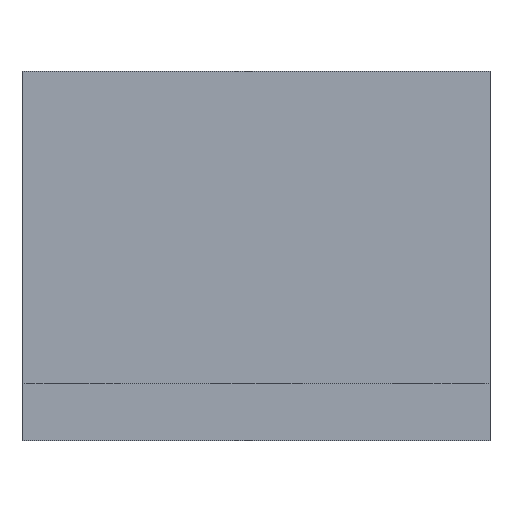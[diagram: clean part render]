
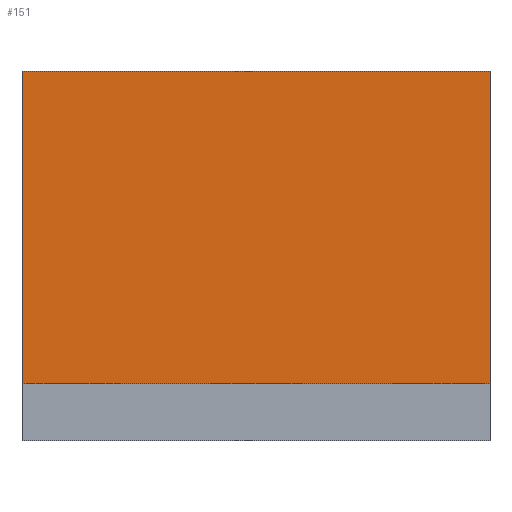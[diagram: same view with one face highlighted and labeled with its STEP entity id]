
A CAD part, front view. The second image highlights one B-rep face of the part: STEP entity #151.
In plain terms, the highlighted planar face has unit normal (0, -1, 0).
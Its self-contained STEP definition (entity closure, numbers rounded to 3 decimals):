
#25 = DIRECTION ( 'NONE',  ( 0., 0., -1. ) ) ;
#35 = VERTEX_POINT ( 'NONE', #169 ) ;
#45 = CARTESIAN_POINT ( 'NONE',  ( 205., 0., -137. ) ) ;
#48 = LINE ( 'NONE', #535, #271 ) ;
#49 = CARTESIAN_POINT ( 'NONE',  ( 205., 0., -137. ) ) ;
#50 = CARTESIAN_POINT ( 'NONE',  ( 0., 0., 0. ) ) ;
#76 = AXIS2_PLACEMENT_3D ( 'NONE', #872, #282, #193 ) ;
#151 = ADVANCED_FACE ( 'NONE', ( #835 ), #976, .F. ) ;
#160 = CARTESIAN_POINT ( 'NONE',  ( 205., 0., 0. ) ) ;
#169 = CARTESIAN_POINT ( 'NONE',  ( 0., 0., -137. ) ) ;
#193 = DIRECTION ( 'NONE',  ( 0., 0., 1. ) ) ;
#202 = CARTESIAN_POINT ( 'NONE',  ( 205., 0., 0. ) ) ;
#271 = VECTOR ( 'NONE', #723, 1000. ) ;
#282 = DIRECTION ( 'NONE',  ( 0., 1., 0. ) ) ;
#285 = EDGE_CURVE ( 'NONE', #585, #35, #1063, .T. ) ;
#292 = DIRECTION ( 'NONE',  ( -1., 0., 0. ) ) ;
#496 = DIRECTION ( 'NONE',  ( -1., 0., 0. ) ) ;
#505 = ORIENTED_EDGE ( 'NONE', *, *, #833, .T. ) ;
#535 = CARTESIAN_POINT ( 'NONE',  ( 205., 0., 0. ) ) ;
#585 = VERTEX_POINT ( 'NONE', #50 ) ;
#607 = VECTOR ( 'NONE', #292, 1000. ) ;
#630 = CARTESIAN_POINT ( 'NONE',  ( 0., 0., 0. ) ) ;
#662 = VERTEX_POINT ( 'NONE', #160 ) ;
#718 = VECTOR ( 'NONE', #496, 1000. ) ;
#723 = DIRECTION ( 'NONE',  ( 0., 0., -1. ) ) ;
#732 = LINE ( 'NONE', #49, #718 ) ;
#809 = VECTOR ( 'NONE', #25, 1000. ) ;
#833 = EDGE_CURVE ( 'NONE', #662, #585, #934, .T. ) ;
#835 = FACE_OUTER_BOUND ( 'NONE', #917, .T. ) ;
#843 = ORIENTED_EDGE ( 'NONE', *, *, #981, .F. ) ;
#857 = EDGE_CURVE ( 'NONE', #662, #948, #48, .T. ) ;
#872 = CARTESIAN_POINT ( 'NONE',  ( 205., 0., 0. ) ) ;
#917 = EDGE_LOOP ( 'NONE', ( #1080, #843, #1018, #505 ) ) ;
#934 = LINE ( 'NONE', #202, #607 ) ;
#948 = VERTEX_POINT ( 'NONE', #45 ) ;
#976 = PLANE ( 'NONE',  #76 ) ;
#981 = EDGE_CURVE ( 'NONE', #948, #35, #732, .T. ) ;
#1018 = ORIENTED_EDGE ( 'NONE', *, *, #857, .F. ) ;
#1063 = LINE ( 'NONE', #630, #809 ) ;
#1080 = ORIENTED_EDGE ( 'NONE', *, *, #285, .T. ) ;
